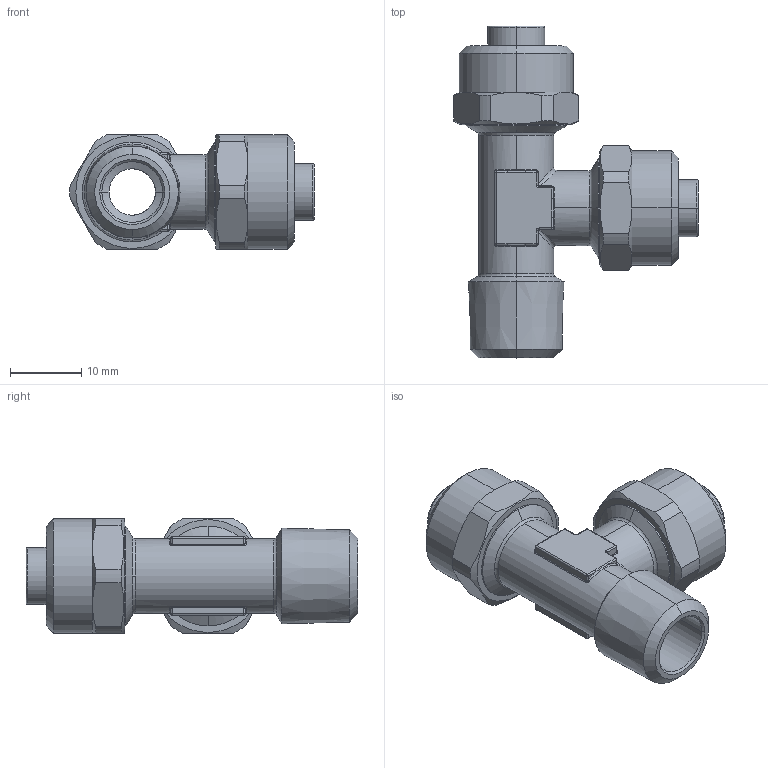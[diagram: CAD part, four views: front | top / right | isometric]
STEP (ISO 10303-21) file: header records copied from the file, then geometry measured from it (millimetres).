
FILE_DESCRIPTION (( 'STEP AP203' ), '1' );
FILE_NAME ('02110052.STEP', '2011-09-29T13:35:35', ( '' ), ( 'sopra-pneumatic' ), 'SwSTEP 2.0', 'SolidWorks 2011', '' );
FILE_SCHEMA (( 'CONFIG_CONTROL_DESIGN' ));
Length unit declared in the file: millimetre
Products named in the file (1): 02110052
Bounding box: 34.24 x 46.5 x 16 mm (x, y, z)
Volume: 6326.1 mm3; surface area: 4870.1 mm2
Topology: 1 solids, 1 shells, 244 faces, 566 edges, 313 vertices
Faces by surface type: cylinder 92, plane 45, cone 42, bspline 28, torus 21, sphere 16
Entity records: 7565 total; most frequent: CARTESIAN_POINT 2191, DIRECTION 1152, ORIENTED_EDGE 1100, EDGE_CURVE 550, AXIS2_PLACEMENT_3D 484, VERTEX_POINT 313, CIRCLE 267, EDGE_LOOP 253
